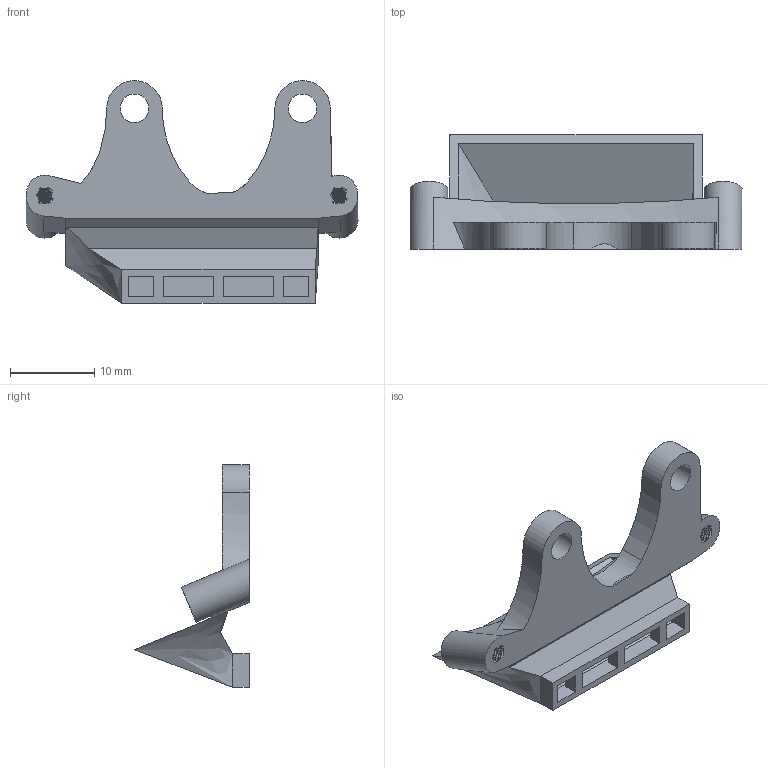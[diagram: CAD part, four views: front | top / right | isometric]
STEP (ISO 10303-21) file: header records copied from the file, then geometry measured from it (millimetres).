
FILE_DESCRIPTION(/* description */ (''),/* implementation_level */ '2;1');
FILE_NAME(/* name */ 'fan_holder.step',/* time_stamp */ '2019-11-04T19:49:34-08:00',/* author */ (''),/* organization */ (''),/* preprocessor_version */ 'ST-DEVELOPER v18',/* originating_system */ 'Autodesk Translation Framework v8.9.1.1155',/* authorisation */ '');
FILE_SCHEMA (('AUTOMOTIVE_DESIGN { 1 0 10303 214 3 1 1 }'));
Length unit declared in the file: millimetre
Products named in the file (1): fan holder bit
Bounding box: 39.5 x 13.64 x 26.5 mm (x, y, z)
Volume: 1968.1 mm3; surface area: 2923.9 mm2
Topology: 1 solids, 1 shells, 170 faces, 459 edges, 290 vertices
Faces by surface type: cylinder 111, plane 41, bspline 18
Full cylindrical faces by diameter (mm): 1.623 x42, 2.074 x44, 2.4 x2, 3.4 x2, 4.5 x2
Entity records: 9823 total; most frequent: CARTESIAN_POINT 5951, ORIENTED_EDGE 918, DIRECTION 608, EDGE_CURVE 459, VERTEX_POINT 290, AXIS2_PLACEMENT_3D 204, B_SPLINE_CURVE_WITH_KNOTS 203, LINE 200
